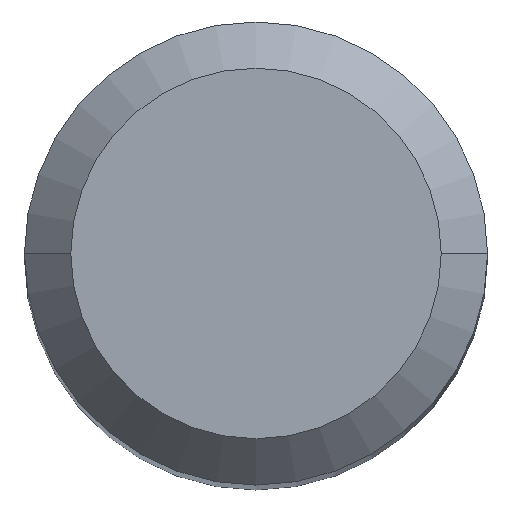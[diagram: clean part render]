
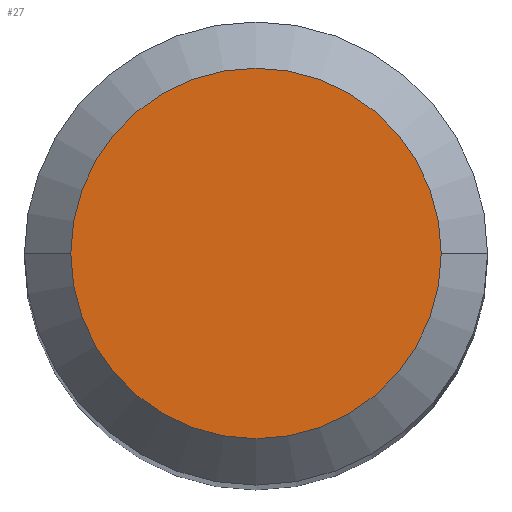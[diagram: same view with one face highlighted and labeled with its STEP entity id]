
A CAD part, top view. The second image highlights one B-rep face of the part: STEP entity #27.
In plain terms, the highlighted planar face has unit normal (0, 0, 1).
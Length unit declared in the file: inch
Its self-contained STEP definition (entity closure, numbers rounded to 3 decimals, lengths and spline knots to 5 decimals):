
#27 = ADVANCED_FACE ( 'NONE', ( #233 ), #267, .F. ) ;
#30 = CIRCLE ( 'NONE', #53, 0.09448 ) ;
#53 = AXIS2_PLACEMENT_3D ( 'NONE', #181, #248, #135 ) ;
#124 = DIRECTION ( 'NONE',  ( 0., 0., -1. ) ) ;
#135 = DIRECTION ( 'NONE',  ( 1., 0., 0. ) ) ;
#163 = AXIS2_PLACEMENT_3D ( 'NONE', #476, #124, #395 ) ;
#181 = CARTESIAN_POINT ( 'NONE',  ( 0., 0., 0. ) ) ;
#212 = DIRECTION ( 'NONE',  ( 0., 0., 1. ) ) ;
#233 = FACE_OUTER_BOUND ( 'NONE', #428, .T. ) ;
#245 = AXIS2_PLACEMENT_3D ( 'NONE', #360, #212, #283 ) ;
#248 = DIRECTION ( 'NONE',  ( 0., 0., 1. ) ) ;
#267 = PLANE ( 'NONE',  #163 ) ;
#283 = DIRECTION ( 'NONE',  ( 1., 0., 0. ) ) ;
#360 = CARTESIAN_POINT ( 'NONE',  ( 0., 0., 0. ) ) ;
#363 = CARTESIAN_POINT ( 'NONE',  ( -0.09448, 0., 0. ) ) ;
#369 = EDGE_CURVE ( 'NONE', #457, #440, #489, .T. ) ;
#395 = DIRECTION ( 'NONE',  ( -1., 0., 0. ) ) ;
#402 = ORIENTED_EDGE ( 'NONE', *, *, #369, .T. ) ;
#428 = EDGE_LOOP ( 'NONE', ( #467, #402 ) ) ;
#438 = EDGE_CURVE ( 'NONE', #440, #457, #30, .T. ) ;
#440 = VERTEX_POINT ( 'NONE', #363 ) ;
#457 = VERTEX_POINT ( 'NONE', #486 ) ;
#467 = ORIENTED_EDGE ( 'NONE', *, *, #438, .T. ) ;
#476 = CARTESIAN_POINT ( 'NONE',  ( 0., 0., 0. ) ) ;
#486 = CARTESIAN_POINT ( 'NONE',  ( 0.09448, 0., 0. ) ) ;
#489 = CIRCLE ( 'NONE', #245, 0.09448 ) ;
